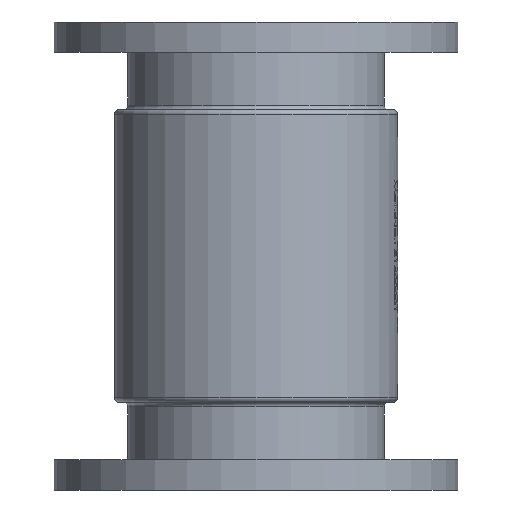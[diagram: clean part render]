
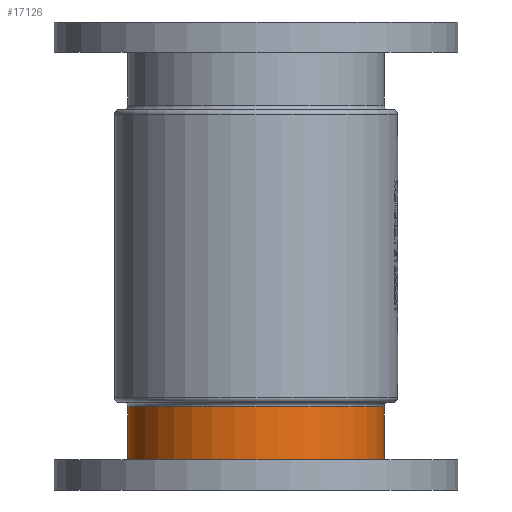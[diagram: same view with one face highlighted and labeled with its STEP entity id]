
A CAD part, front view. The second image highlights one B-rep face of the part: STEP entity #17126.
In plain terms, the highlighted cylindrical face has radius 84.15 mm (diameter 168.3 mm), a partial arc.
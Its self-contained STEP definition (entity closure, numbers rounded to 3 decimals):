
#153 = AXIS2_PLACEMENT_3D ( 'NONE', #13215, #15024, #1390 ) ;
#599 = EDGE_CURVE ( 'NONE', #14218, #16889, #23474, .T. ) ;
#1390 = DIRECTION ( 'NONE',  ( 1., 0., 0. ) ) ;
#1724 = EDGE_CURVE ( 'NONE', #16889, #13198, #4473, .T. ) ;
#2140 = EDGE_LOOP ( 'NONE', ( #23203, #29391, #21346, #17937 ) ) ;
#3820 = CARTESIAN_POINT ( 'NONE',  ( 0., 0., -287. ) ) ;
#4269 = DIRECTION ( 'NONE',  ( 1., 0., 0. ) ) ;
#4473 = CIRCLE ( 'NONE', #17328, 84.15 ) ;
#6899 = VECTOR ( 'NONE', #12248, 1000. ) ;
#7754 = CARTESIAN_POINT ( 'NONE',  ( -84.15, 0., -252.5 ) ) ;
#8581 = FACE_OUTER_BOUND ( 'NONE', #2140, .T. ) ;
#11064 = CARTESIAN_POINT ( 'NONE',  ( -84.15, 0., -287. ) ) ;
#11140 = CARTESIAN_POINT ( 'NONE',  ( 0., 0., -307. ) ) ;
#11678 = CARTESIAN_POINT ( 'NONE',  ( 84.15, 0., -287. ) ) ;
#12248 = DIRECTION ( 'NONE',  ( 0., 0., -1. ) ) ;
#12947 = DIRECTION ( 'NONE',  ( 0., 0., 1. ) ) ;
#13198 = VERTEX_POINT ( 'NONE', #11678 ) ;
#13215 = CARTESIAN_POINT ( 'NONE',  ( 0., 0., -252.5 ) ) ;
#14031 = CIRCLE ( 'NONE', #153, 84.15 ) ;
#14218 = VERTEX_POINT ( 'NONE', #7754 ) ;
#14621 = VERTEX_POINT ( 'NONE', #25230 ) ;
#15024 = DIRECTION ( 'NONE',  ( 0., 0., -1. ) ) ;
#16256 = DIRECTION ( 'NONE',  ( 0., 0., -1. ) ) ;
#16889 = VERTEX_POINT ( 'NONE', #11064 ) ;
#17126 = ADVANCED_FACE ( 'NONE', ( #8581 ), #22373, .T. ) ;
#17328 = AXIS2_PLACEMENT_3D ( 'NONE', #3820, #12947, #4269 ) ;
#17937 = ORIENTED_EDGE ( 'NONE', *, *, #17950, .F. ) ;
#17950 = EDGE_CURVE ( 'NONE', #14621, #13198, #20592, .T. ) ;
#18822 = CARTESIAN_POINT ( 'NONE',  ( -84.15, 0., -307. ) ) ;
#20106 = DIRECTION ( 'NONE',  ( 1., 0., 0. ) ) ;
#20592 = LINE ( 'NONE', #25104, #27372 ) ;
#21346 = ORIENTED_EDGE ( 'NONE', *, *, #1724, .T. ) ;
#22373 = CYLINDRICAL_SURFACE ( 'NONE', #22532, 84.15 ) ;
#22532 = AXIS2_PLACEMENT_3D ( 'NONE', #11140, #28804, #20106 ) ;
#23203 = ORIENTED_EDGE ( 'NONE', *, *, #24409, .T. ) ;
#23474 = LINE ( 'NONE', #18822, #6899 ) ;
#24409 = EDGE_CURVE ( 'NONE', #14621, #14218, #14031, .T. ) ;
#25104 = CARTESIAN_POINT ( 'NONE',  ( 84.15, 0., -307. ) ) ;
#25230 = CARTESIAN_POINT ( 'NONE',  ( 84.15, 0., -252.5 ) ) ;
#27372 = VECTOR ( 'NONE', #16256, 1000. ) ;
#28804 = DIRECTION ( 'NONE',  ( 0., 0., -1. ) ) ;
#29391 = ORIENTED_EDGE ( 'NONE', *, *, #599, .T. ) ;
